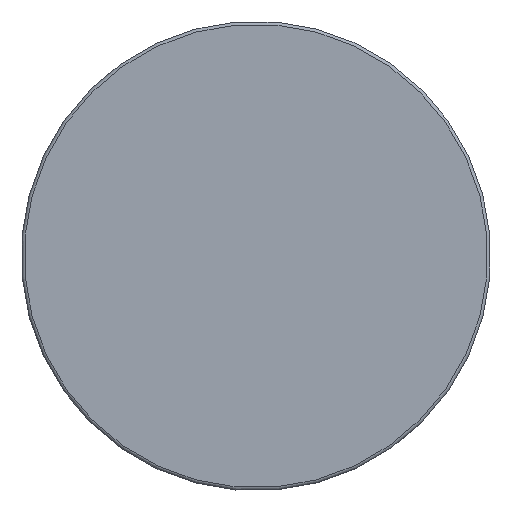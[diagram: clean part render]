
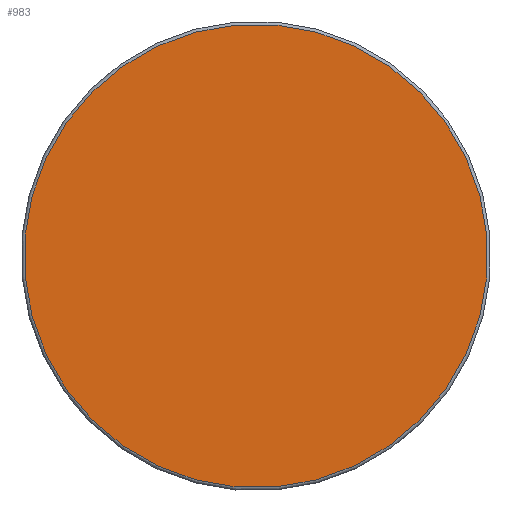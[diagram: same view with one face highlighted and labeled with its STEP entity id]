
A CAD part, front view. The second image highlights one B-rep face of the part: STEP entity #983.
In plain terms, the highlighted planar face has unit normal (0, -1, 0).
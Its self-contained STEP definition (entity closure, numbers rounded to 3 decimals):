
#71=PLANE('',#1108);
#201=CIRCLE('',#1105,84.632);
#202=CIRCLE('',#1106,84.632);
#287=FACE_OUTER_BOUND('',#351,.T.);
#351=EDGE_LOOP('',(#808,#809));
#450=VERTEX_POINT('',#14318);
#451=VERTEX_POINT('',#14319);
#578=EDGE_CURVE('',#450,#451,#201,.T.);
#579=EDGE_CURVE('',#451,#450,#202,.T.);
#808=ORIENTED_EDGE('',*,*,#578,.T.);
#809=ORIENTED_EDGE('',*,*,#579,.T.);
#983=ADVANCED_FACE('',(#287),#71,.T.);
#1105=AXIS2_PLACEMENT_3D('',#14320,#1348,#1349);
#1106=AXIS2_PLACEMENT_3D('',#14321,#1350,#1351);
#1108=AXIS2_PLACEMENT_3D('',#14323,#1354,#1355);
#1348=DIRECTION('center_axis',(0.,-1.,0.));
#1349=DIRECTION('ref_axis',(-0.996,0.,-0.088));
#1350=DIRECTION('center_axis',(0.,-1.,0.));
#1351=DIRECTION('ref_axis',(-0.996,0.,-0.088));
#1354=DIRECTION('center_axis',(0.,-1.,0.));
#1355=DIRECTION('ref_axis',(-0.088,0.,0.996));
#14318=CARTESIAN_POINT('',(-85.159,-99.226,-7.472));
#14319=CARTESIAN_POINT('',(6.616,-99.226,-84.302));
#14320=CARTESIAN_POINT('Origin',(-0.857,-99.226,0.));
#14321=CARTESIAN_POINT('Origin',(-0.857,-99.226,0.));
#14323=CARTESIAN_POINT('Origin',(-0.857,-99.226,0.));
